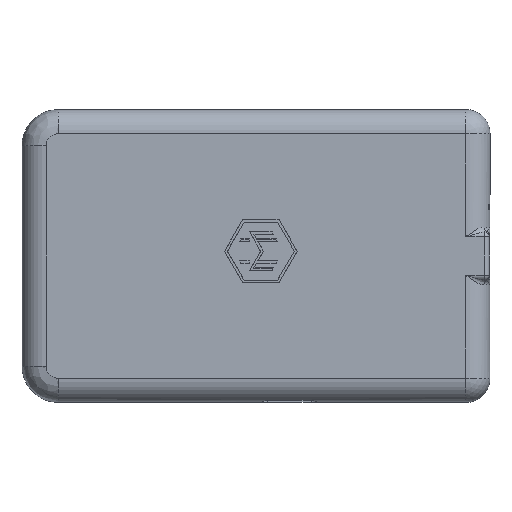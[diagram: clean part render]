
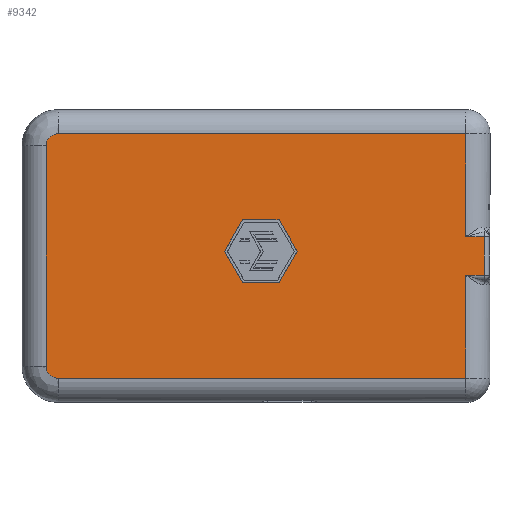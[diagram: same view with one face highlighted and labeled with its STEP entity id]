
A CAD part, front view. The second image highlights one B-rep face of the part: STEP entity #9342.
In plain terms, the highlighted planar face has unit normal (0, -1, 0).
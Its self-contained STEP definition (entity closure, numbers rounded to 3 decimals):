
#136=FACE_BOUND('',#1423,.T.);
#239=PLANE('',#10290);
#856=FACE_OUTER_BOUND('',#1422,.T.);
#1422=EDGE_LOOP('',(#7799,#7800,#7801,#7802,#7803,#7804,#7805,#7806,#7807,
#7808));
#1423=EDGE_LOOP('',(#7809,#7810,#7811,#7812,#7813,#7814));
#2412=LINE('',#17596,#3152);
#2416=LINE('',#17604,#3156);
#2419=LINE('',#17610,#3159);
#2422=LINE('',#17616,#3162);
#2425=LINE('',#17622,#3165);
#2428=LINE('',#17627,#3168);
#2496=LINE('',#17769,#3236);
#2497=LINE('',#17771,#3237);
#2498=LINE('',#17773,#3238);
#2499=LINE('',#17775,#3239);
#2500=LINE('',#17777,#3240);
#2501=LINE('',#17779,#3241);
#2502=LINE('',#17781,#3242);
#2503=LINE('',#17784,#3243);
#3152=VECTOR('',#12526,10.);
#3156=VECTOR('',#12532,10.);
#3159=VECTOR('',#12537,10.);
#3162=VECTOR('',#12542,10.);
#3165=VECTOR('',#12547,10.);
#3168=VECTOR('',#12552,10.);
#3236=VECTOR('',#12674,10.);
#3237=VECTOR('',#12675,10.);
#3238=VECTOR('',#12676,10.);
#3239=VECTOR('',#12677,10.);
#3240=VECTOR('',#12678,10.);
#3241=VECTOR('',#12679,10.);
#3242=VECTOR('',#12680,10.);
#3243=VECTOR('',#12683,10.);
#3597=CIRCLE('',#10291,2.5);
#3598=CIRCLE('',#10292,2.5);
#4345=VERTEX_POINT('',#17594);
#4346=VERTEX_POINT('',#17595);
#4349=VERTEX_POINT('',#17603);
#4351=VERTEX_POINT('',#17609);
#4353=VERTEX_POINT('',#17615);
#4355=VERTEX_POINT('',#17621);
#4401=VERTEX_POINT('',#17765);
#4402=VERTEX_POINT('',#17766);
#4403=VERTEX_POINT('',#17768);
#4404=VERTEX_POINT('',#17770);
#4405=VERTEX_POINT('',#17772);
#4406=VERTEX_POINT('',#17774);
#4407=VERTEX_POINT('',#17776);
#4408=VERTEX_POINT('',#17778);
#4409=VERTEX_POINT('',#17780);
#4410=VERTEX_POINT('',#17782);
#5565=EDGE_CURVE('',#4345,#4346,#2412,.F.);
#5569=EDGE_CURVE('',#4349,#4345,#2416,.F.);
#5572=EDGE_CURVE('',#4351,#4349,#2419,.F.);
#5575=EDGE_CURVE('',#4353,#4351,#2422,.F.);
#5578=EDGE_CURVE('',#4355,#4353,#2425,.F.);
#5581=EDGE_CURVE('',#4346,#4355,#2428,.F.);
#5649=EDGE_CURVE('',#4401,#4402,#3597,.T.);
#5650=EDGE_CURVE('',#4403,#4401,#2496,.T.);
#5651=EDGE_CURVE('',#4404,#4403,#2497,.T.);
#5652=EDGE_CURVE('',#4405,#4404,#2498,.T.);
#5653=EDGE_CURVE('',#4406,#4405,#2499,.T.);
#5654=EDGE_CURVE('',#4407,#4406,#2500,.T.);
#5655=EDGE_CURVE('',#4408,#4407,#2501,.T.);
#5656=EDGE_CURVE('',#4409,#4408,#2502,.T.);
#5657=EDGE_CURVE('',#4410,#4409,#3598,.T.);
#5658=EDGE_CURVE('',#4402,#4410,#2503,.T.);
#7799=ORIENTED_EDGE('',*,*,#5649,.F.);
#7800=ORIENTED_EDGE('',*,*,#5650,.F.);
#7801=ORIENTED_EDGE('',*,*,#5651,.F.);
#7802=ORIENTED_EDGE('',*,*,#5652,.F.);
#7803=ORIENTED_EDGE('',*,*,#5653,.F.);
#7804=ORIENTED_EDGE('',*,*,#5654,.F.);
#7805=ORIENTED_EDGE('',*,*,#5655,.F.);
#7806=ORIENTED_EDGE('',*,*,#5656,.F.);
#7807=ORIENTED_EDGE('',*,*,#5657,.F.);
#7808=ORIENTED_EDGE('',*,*,#5658,.F.);
#7809=ORIENTED_EDGE('',*,*,#5565,.T.);
#7810=ORIENTED_EDGE('',*,*,#5581,.T.);
#7811=ORIENTED_EDGE('',*,*,#5578,.T.);
#7812=ORIENTED_EDGE('',*,*,#5575,.T.);
#7813=ORIENTED_EDGE('',*,*,#5572,.T.);
#7814=ORIENTED_EDGE('',*,*,#5569,.T.);
#9342=ADVANCED_FACE('',(#856,#136),#239,.F.);
#10290=AXIS2_PLACEMENT_3D('',#17764,#12670,#12671);
#10291=AXIS2_PLACEMENT_3D('',#17767,#12672,#12673);
#10292=AXIS2_PLACEMENT_3D('',#17783,#12681,#12682);
#12526=DIRECTION('',(1.,0.,0.));
#12532=DIRECTION('',(0.5,0.,0.866));
#12537=DIRECTION('',(-0.5,0.,0.866));
#12542=DIRECTION('',(-1.,0.,0.));
#12547=DIRECTION('',(-0.5,0.,-0.866));
#12552=DIRECTION('',(0.5,0.,-0.866));
#12670=DIRECTION('center_axis',(0.,1.,0.));
#12671=DIRECTION('ref_axis',(0.,0.,1.));
#12672=DIRECTION('center_axis',(0.,1.,0.));
#12673=DIRECTION('ref_axis',(-0.707,0.,-0.707));
#12674=DIRECTION('',(-1.,0.,0.));
#12675=DIRECTION('',(0.,0.,-1.));
#12676=DIRECTION('',(-1.,0.,0.));
#12677=DIRECTION('',(0.,0.,-1.));
#12678=DIRECTION('',(1.,0.,0.));
#12679=DIRECTION('',(0.,0.,-1.));
#12680=DIRECTION('',(1.,0.,0.));
#12681=DIRECTION('center_axis',(0.,1.,0.));
#12682=DIRECTION('ref_axis',(-0.707,0.,0.707));
#12683=DIRECTION('',(0.,0.,1.));
#17594=CARTESIAN_POINT('',(-43.655,1.,-35.821));
#17595=CARTESIAN_POINT('',(-51.185,1.,-35.821));
#17596=CARTESIAN_POINT('',(-46.044,1.,-35.821));
#17603=CARTESIAN_POINT('',(-39.89,1.,-29.3));
#17604=CARTESIAN_POINT('',(-41.176,1.,-31.527));
#17609=CARTESIAN_POINT('',(-43.655,1.,-22.779));
#17610=CARTESIAN_POINT('',(-42.619,1.,-24.573));
#17615=CARTESIAN_POINT('',(-51.185,1.,-22.779));
#17616=CARTESIAN_POINT('',(-49.796,1.,-22.779));
#17621=CARTESIAN_POINT('',(-54.95,1.,-29.3));
#17622=CARTESIAN_POINT('',(-54.347,1.,-28.256));
#17627=CARTESIAN_POINT('',(-52.038,1.,-34.344));
#17764=CARTESIAN_POINT('Origin',(-48.42,1.,-30.3));
#17765=CARTESIAN_POINT('',(-89.34,1.,-55.6));
#17766=CARTESIAN_POINT('',(-91.84,1.,-53.1));
#17767=CARTESIAN_POINT('Origin',(-89.34,1.,-53.1));
#17768=CARTESIAN_POINT('',(-5.,1.,-55.6));
#17769=CARTESIAN_POINT('',(-24.21,1.,-55.6));
#17770=CARTESIAN_POINT('',(-5.,1.,-34.3));
#17771=CARTESIAN_POINT('',(-5.,1.,-15.15));
#17772=CARTESIAN_POINT('',(-1.211,1.,-34.3));
#17773=CARTESIAN_POINT('',(-26.71,1.,-34.3));
#17774=CARTESIAN_POINT('',(-1.211,1.,-26.3));
#17775=CARTESIAN_POINT('',(-1.211,1.,-27.8));
#17776=CARTESIAN_POINT('',(-5.,1.,-26.3));
#17777=CARTESIAN_POINT('',(-24.21,1.,-26.3));
#17778=CARTESIAN_POINT('',(-5.,1.,-5.));
#17779=CARTESIAN_POINT('',(-5.,1.,-15.15));
#17780=CARTESIAN_POINT('',(-89.34,1.,-5.));
#17781=CARTESIAN_POINT('',(-72.63,1.,-5.));
#17782=CARTESIAN_POINT('',(-91.84,1.,-7.5));
#17783=CARTESIAN_POINT('Origin',(-89.34,1.,-7.5));
#17784=CARTESIAN_POINT('',(-91.84,1.,-45.45));
